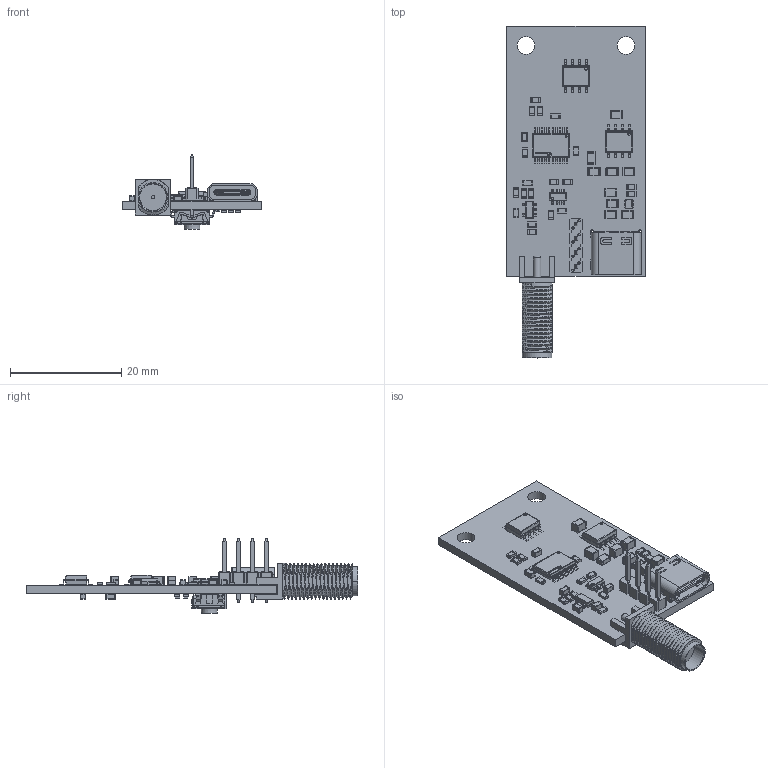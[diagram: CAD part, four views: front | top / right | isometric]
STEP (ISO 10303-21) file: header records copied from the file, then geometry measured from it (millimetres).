
FILE_DESCRIPTION(('Open CASCADE Model'),'2;1');
FILE_NAME('Open CASCADE Shape Model','2024-06-10T18:55:03',('Author'),( 'Open CASCADE'),'Open CASCADE STEP processor 7.5','Open CASCADE 7.5' ,'Unknown');
FILE_SCHEMA(('AUTOMOTIVE_DESIGN { 1 0 10303 214 1 1 1 1 }'));
Length unit declared in the file: millimetre
Products named in the file (128): PCB; Board; Open CASCADE STEP translator 7.5 19.1.1; L2; INDC0805X09L; 1058998672; Terminal; Open_CASCADE_STEP_translator_6.8_1.1.1; Open_CASCADE_STEP_translator_6.8_1.1.2; Mid_Body; Open_CASCADE_STEP_translator_6.8_1.2.1; C16; CAPC0805X16L; 1449444208; Open_CASCADE_STEP_translator_6.8_22.1.1; Open_CASCADE_STEP_translator_6.8_22.1.2; Open_CASCADE_STEP_translator_6.8_22.2.1; R21; RESC0603X05L; 1081817352; Open_CASCADE_STEP_translator_6.8_9.2.1; Mark; R11; R10; R8; R7; R6; C5; CAPC0603X09L; 1449441080; Open_CASCADE_STEP_translator_6.8_10.1.1; Open_CASCADE_STEP_translator_6.8_10.1.2; Open_CASCADE_STEP_translator_6.8_10.2.1; X3; X-0101X0025_R_FCI_77311-118-04LF; 98471_004; 77310_Y019; V2; LED_0603_1608_LiteOn_Green; V1 ...
Assembly tree (218 placements, depth 6):
  PCB
    Board
      Open CASCADE STEP translator 7.5 19.1.1
    L2
      INDC0805X09L
      INDC0805X09L
        1058998672
          Terminal
            Open_CASCADE_STEP_translator_6.8_1.1.1
            Open_CASCADE_STEP_translator_6.8_1.1.2
          Mid_Body
            Open_CASCADE_STEP_translator_6.8_1.2.1
    C16
      CAPC0805X16L
      CAPC0805X16L
        1449444208
          Terminal
            Open_CASCADE_STEP_translator_6.8_22.1.1
            Open_CASCADE_STEP_translator_6.8_22.1.2
          Mid_Body
            Open_CASCADE_STEP_translator_6.8_22.2.1
    R21
      RESC0603X05L
      RESC0603X05L
        1081817352
          Mid_Body
          Terminal  x2
            Open_CASCADE_STEP_translator_6.8_9.2.1
          Mark
    R11
      RESC0603X05L
      RESC0603X05L
        1081817352
          Mid_Body
          Terminal  x2
            Open_CASCADE_STEP_translator_6.8_9.2.1
          Mark
    R10
      RESC0603X05L
      RESC0603X05L
        1081817352
          Mid_Body
          Terminal  x2
            Open_CASCADE_STEP_translator_6.8_9.2.1
          Mark
    R8
      RESC0603X05L
      RESC0603X05L
        1081817352
          Mid_Body
          Terminal  x2
            Open_CASCADE_STEP_translator_6.8_9.2.1
          Mark
    R7
      RESC0603X05L
      RESC0603X05L
        1081817352
          Mid_Body
          Terminal  x2
            Open_CASCADE_STEP_translator_6.8_9.2.1
Bounding box: 25 x 59.75 x 13.47 mm (x, y, z)
Volume: 2583.8 mm3; surface area: 4993.1 mm2
Topology: 240 solids, 243 shells, 4087 faces, 9838 edges, 6215 vertices
Faces by surface type: plane 2678, cylinder 1025, sphere 200, bspline 168, torus 10, cone 6
Full cylindrical faces by diameter (mm): 0.163 x1, 0.302 x1, 0.4 x1, 0.487 x2, 1.1 x4, 1.5 x1, 3.2 x2, 3.28 x1
Entity records: 78752 total; most frequent: CARTESIAN_POINT 18220, ORIENTED_EDGE 11018, DIRECTION 10726, EDGE_CURVE 5510, LINE 3996, VECTOR 3996, VERTEX_POINT 3534, AXIS2_PLACEMENT_3D 3365
